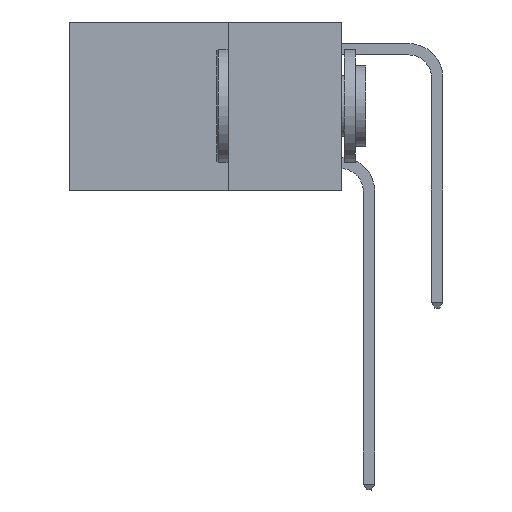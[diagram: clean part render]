
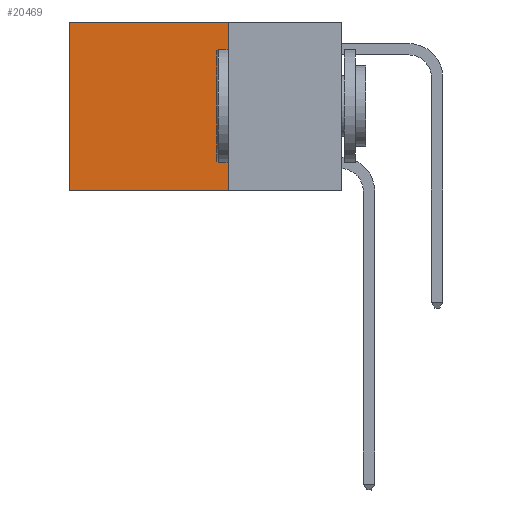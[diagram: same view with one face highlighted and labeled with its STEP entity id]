
A CAD part, left-side view. The second image highlights one B-rep face of the part: STEP entity #20469.
In plain terms, the highlighted planar face has unit normal (-1, 0, 0).
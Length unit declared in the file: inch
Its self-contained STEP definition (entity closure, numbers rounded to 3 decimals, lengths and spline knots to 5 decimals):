
#40 = CARTESIAN_POINT ( 'NONE',  ( 0.2625, 0.25, 0. ) ) ;
#1101 = ORIENTED_EDGE ( 'NONE', *, *, #9281, .F. ) ;
#3708 = DIRECTION ( 'NONE',  ( 0., 0., -1. ) ) ;
#3993 = CARTESIAN_POINT ( 'NONE',  ( 0.2625, 0.25, -0.37 ) ) ;
#5591 = EDGE_LOOP ( 'NONE', ( #16430, #9701, #1101, #24344 ) ) ;
#6129 = DIRECTION ( 'NONE',  ( 1., 0., 0. ) ) ;
#6931 = VECTOR ( 'NONE', #13886, 39.37008 ) ;
#7076 = CARTESIAN_POINT ( 'NONE',  ( 0.2625, 0.6, 0. ) ) ;
#7867 = VECTOR ( 'NONE', #16597, 39.37008 ) ;
#8475 = CARTESIAN_POINT ( 'NONE',  ( 0.2625, 0.6, 0. ) ) ;
#8761 = VERTEX_POINT ( 'NONE', #14846 ) ;
#9281 = EDGE_CURVE ( 'NONE', #10345, #17502, #17753, .T. ) ;
#9701 = ORIENTED_EDGE ( 'NONE', *, *, #26104, .F. ) ;
#9876 = EDGE_CURVE ( 'NONE', #10345, #11616, #15478, .T. ) ;
#10345 = VERTEX_POINT ( 'NONE', #25879 ) ;
#11616 = VERTEX_POINT ( 'NONE', #7076 ) ;
#13642 = CARTESIAN_POINT ( 'NONE',  ( 0.2625, 0.25, 0. ) ) ;
#13886 = DIRECTION ( 'NONE',  ( 0., 1., 0. ) ) ;
#14846 = CARTESIAN_POINT ( 'NONE',  ( 0.2625, 0.6, -0.37 ) ) ;
#15237 = CARTESIAN_POINT ( 'NONE',  ( 0.2625, 0.25, -0.37 ) ) ;
#15341 = EDGE_CURVE ( 'NONE', #11616, #8761, #18714, .T. ) ;
#15478 = LINE ( 'NONE', #21710, #6931 ) ;
#15813 = DIRECTION ( 'NONE',  ( 0., 0., -1. ) ) ;
#16354 = PLANE ( 'NONE',  #19648 ) ;
#16430 = ORIENTED_EDGE ( 'NONE', *, *, #15341, .T. ) ;
#16597 = DIRECTION ( 'NONE',  ( 0., 0., -1. ) ) ;
#17502 = VERTEX_POINT ( 'NONE', #15237 ) ;
#17753 = LINE ( 'NONE', #13642, #23024 ) ;
#18714 = LINE ( 'NONE', #8475, #7867 ) ;
#19648 = AXIS2_PLACEMENT_3D ( 'NONE', #40, #6129, #15813 ) ;
#20330 = FACE_OUTER_BOUND ( 'NONE', #5591, .T. ) ;
#20469 = ADVANCED_FACE ( 'NONE', ( #20330 ), #16354, .F. ) ;
#21710 = CARTESIAN_POINT ( 'NONE',  ( 0.2625, 0.25, 0. ) ) ;
#21784 = VECTOR ( 'NONE', #21923, 39.37008 ) ;
#21923 = DIRECTION ( 'NONE',  ( 0., 1., 0. ) ) ;
#23024 = VECTOR ( 'NONE', #3708, 39.37008 ) ;
#24246 = LINE ( 'NONE', #3993, #21784 ) ;
#24344 = ORIENTED_EDGE ( 'NONE', *, *, #9876, .T. ) ;
#25879 = CARTESIAN_POINT ( 'NONE',  ( 0.2625, 0.25, 0. ) ) ;
#26104 = EDGE_CURVE ( 'NONE', #17502, #8761, #24246, .T. ) ;
